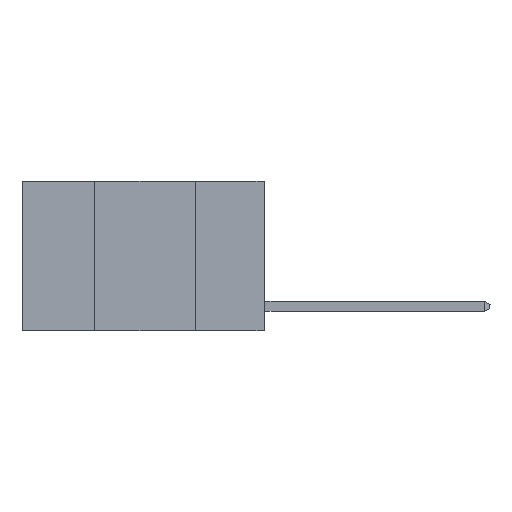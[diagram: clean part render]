
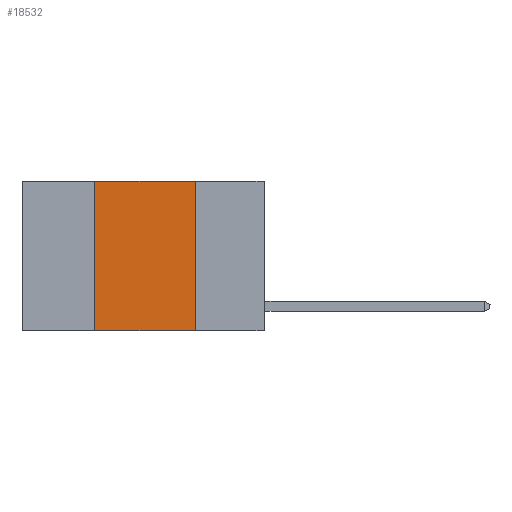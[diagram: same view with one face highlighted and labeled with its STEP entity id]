
A CAD part, left-side view. The second image highlights one B-rep face of the part: STEP entity #18532.
In plain terms, the highlighted planar face has unit normal (-1, 0, 0).
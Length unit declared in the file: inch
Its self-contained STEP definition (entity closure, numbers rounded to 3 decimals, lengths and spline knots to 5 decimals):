
#2238 = CARTESIAN_POINT ( 'NONE',  ( 0., 0.42, 0. ) ) ;
#2801 = CARTESIAN_POINT ( 'NONE',  ( 0., 0.17, 0. ) ) ;
#4552 = CARTESIAN_POINT ( 'NONE',  ( 0., 0.6, 0. ) ) ;
#5418 = LINE ( 'NONE', #2801, #10338 ) ;
#6310 = VECTOR ( 'NONE', #9018, 39.37008 ) ;
#6320 = CARTESIAN_POINT ( 'NONE',  ( 0., 0.17, 0. ) ) ;
#6597 = CARTESIAN_POINT ( 'NONE',  ( 0., 0.42, 0. ) ) ;
#7033 = DIRECTION ( 'NONE',  ( 1., 0., 0. ) ) ;
#8301 = CARTESIAN_POINT ( 'NONE',  ( 0., 0.42, -0.37 ) ) ;
#8836 = VERTEX_POINT ( 'NONE', #6320 ) ;
#8966 = FACE_OUTER_BOUND ( 'NONE', #18353, .T. ) ;
#9018 = DIRECTION ( 'NONE',  ( 0., 0., 1. ) ) ;
#10205 = VERTEX_POINT ( 'NONE', #11063 ) ;
#10338 = VECTOR ( 'NONE', #14902, 39.37008 ) ;
#11063 = CARTESIAN_POINT ( 'NONE',  ( 0., 0.17, -0.37 ) ) ;
#12211 = VECTOR ( 'NONE', #12272, 39.37008 ) ;
#12272 = DIRECTION ( 'NONE',  ( 0., -1., 0. ) ) ;
#12855 = ORIENTED_EDGE ( 'NONE', *, *, #20607, .F. ) ;
#12968 = LINE ( 'NONE', #29068, #12211 ) ;
#14902 = DIRECTION ( 'NONE',  ( 0., 0., -1. ) ) ;
#16236 = EDGE_CURVE ( 'NONE', #18253, #10205, #30502, .T. ) ;
#18253 = VERTEX_POINT ( 'NONE', #8301 ) ;
#18353 = EDGE_LOOP ( 'NONE', ( #12855, #28735, #27510, #28771 ) ) ;
#18532 = ADVANCED_FACE ( 'NONE', ( #8966 ), #18992, .F. ) ;
#18992 = PLANE ( 'NONE',  #22472 ) ;
#20607 = EDGE_CURVE ( 'NONE', #8836, #10205, #5418, .T. ) ;
#22472 = AXIS2_PLACEMENT_3D ( 'NONE', #4552, #7033, #23821 ) ;
#22690 = VERTEX_POINT ( 'NONE', #2238 ) ;
#23821 = DIRECTION ( 'NONE',  ( 0., 0., -1. ) ) ;
#24849 = EDGE_CURVE ( 'NONE', #18253, #22690, #25487, .T. ) ;
#25487 = LINE ( 'NONE', #6597, #6310 ) ;
#26373 = EDGE_CURVE ( 'NONE', #22690, #8836, #12968, .T. ) ;
#26870 = DIRECTION ( 'NONE',  ( 0., -1., 0. ) ) ;
#27510 = ORIENTED_EDGE ( 'NONE', *, *, #24849, .F. ) ;
#28735 = ORIENTED_EDGE ( 'NONE', *, *, #26373, .F. ) ;
#28771 = ORIENTED_EDGE ( 'NONE', *, *, #16236, .T. ) ;
#29068 = CARTESIAN_POINT ( 'NONE',  ( 0., 0.6, 0. ) ) ;
#29163 = CARTESIAN_POINT ( 'NONE',  ( 0., 0.6, -0.37 ) ) ;
#29776 = VECTOR ( 'NONE', #26870, 39.37008 ) ;
#30502 = LINE ( 'NONE', #29163, #29776 ) ;
